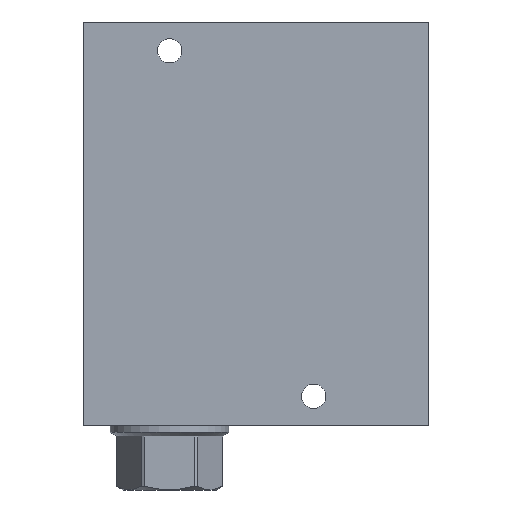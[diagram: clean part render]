
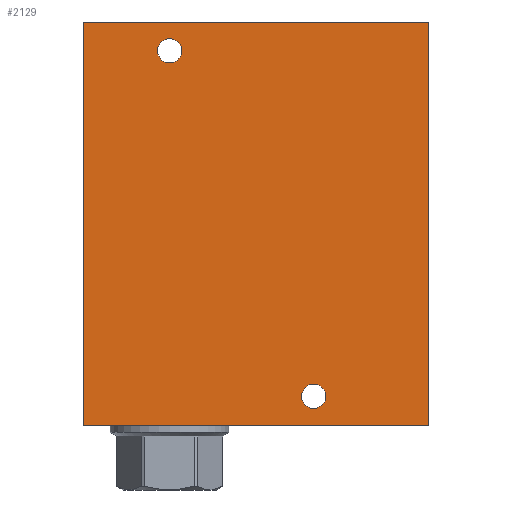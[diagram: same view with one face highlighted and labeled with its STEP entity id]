
A CAD part, front view. The second image highlights one B-rep face of the part: STEP entity #2129.
In plain terms, the highlighted planar face has unit normal (0, -1, 0).
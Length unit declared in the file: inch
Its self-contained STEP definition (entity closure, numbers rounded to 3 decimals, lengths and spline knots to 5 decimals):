
#5=DIRECTION('',(1.,0.,0.));
#6=VECTOR('',#5,6.);
#7=CARTESIAN_POINT('',(0.,-3.,0.));
#8=LINE('',#7,#6);
#75=DIRECTION('',(0.,0.,1.));
#76=VECTOR('',#75,7.);
#77=CARTESIAN_POINT('',(6.,-3.,0.));
#78=LINE('',#77,#76);
#99=DIRECTION('',(0.,0.,1.));
#100=VECTOR('',#99,7.);
#101=CARTESIAN_POINT('',(0.,-3.,0.));
#102=LINE('',#101,#100);
#103=CARTESIAN_POINT('',(1.5,-3.,6.5));
#104=DIRECTION('',(0.,-1.,0.));
#105=DIRECTION('',(-1.,0.,0.));
#106=AXIS2_PLACEMENT_3D('',#103,#104,#105);
#108=CARTESIAN_POINT('',(1.5,-3.,6.5));
#109=DIRECTION('',(0.,-1.,0.));
#110=DIRECTION('',(1.,0.,0.));
#111=AXIS2_PLACEMENT_3D('',#108,#109,#110);
#113=CARTESIAN_POINT('',(4.,-3.,0.5));
#114=DIRECTION('',(0.,-1.,0.));
#115=DIRECTION('',(-1.,0.,0.));
#116=AXIS2_PLACEMENT_3D('',#113,#114,#115);
#118=CARTESIAN_POINT('',(4.,-3.,0.5));
#119=DIRECTION('',(0.,-1.,0.));
#120=DIRECTION('',(1.,0.,0.));
#121=AXIS2_PLACEMENT_3D('',#118,#119,#120);
#135=DIRECTION('',(1.,0.,0.));
#136=VECTOR('',#135,6.);
#137=CARTESIAN_POINT('',(0.,-3.,7.));
#138=LINE('',#137,#136);
#1735=CARTESIAN_POINT('',(0.,-3.,0.));
#1737=VERTEX_POINT('',#1735);
#1738=CARTESIAN_POINT('',(6.,-3.,0.));
#1739=VERTEX_POINT('',#1738);
#1743=CARTESIAN_POINT('',(0.,-3.,7.));
#1745=VERTEX_POINT('',#1743);
#1746=CARTESIAN_POINT('',(6.,-3.,7.));
#1747=VERTEX_POINT('',#1746);
#1897=CARTESIAN_POINT('',(1.289,-3.,6.5));
#1898=CARTESIAN_POINT('',(1.711,-3.,6.5));
#1899=VERTEX_POINT('',#1897);
#1900=VERTEX_POINT('',#1898);
#1905=CARTESIAN_POINT('',(3.789,-3.,0.5));
#1906=CARTESIAN_POINT('',(4.211,-3.,0.5));
#1907=VERTEX_POINT('',#1905);
#1908=VERTEX_POINT('',#1906);
#2105=CARTESIAN_POINT('',(0.,-3.,0.));
#2106=DIRECTION('',(0.,-1.,0.));
#2107=DIRECTION('',(1.,0.,0.));
#2108=AXIS2_PLACEMENT_3D('',#2105,#2106,#2107);
#2109=PLANE('',#2108);
#2110=ORIENTED_EDGE('',*,*,#2011,.F.);
#2111=ORIENTED_EDGE('',*,*,#2036,.T.);
#2113=ORIENTED_EDGE('',*,*,#2112,.T.);
#2114=ORIENTED_EDGE('',*,*,#2085,.F.);
#2115=EDGE_LOOP('',(#2110,#2111,#2113,#2114));
#2116=FACE_OUTER_BOUND('',#2115,.F.);
#2118=ORIENTED_EDGE('',*,*,#2117,.T.);
#2120=ORIENTED_EDGE('',*,*,#2119,.T.);
#2121=EDGE_LOOP('',(#2118,#2120));
#2122=FACE_BOUND('',#2121,.F.);
#2124=ORIENTED_EDGE('',*,*,#2123,.T.);
#2126=ORIENTED_EDGE('',*,*,#2125,.T.);
#2127=EDGE_LOOP('',(#2124,#2126));
#2128=FACE_BOUND('',#2127,.F.);
#2129=ADVANCED_FACE('',(#2116,#2122,#2128),#2109,.T.);
#107=CIRCLE('',#106,0.211);
#112=CIRCLE('',#111,0.211);
#117=CIRCLE('',#116,0.211);
#122=CIRCLE('',#121,0.211);
#2011=EDGE_CURVE('',#1737,#1739,#8,.T.);
#2036=EDGE_CURVE('',#1737,#1745,#102,.T.);
#2085=EDGE_CURVE('',#1739,#1747,#78,.T.);
#2112=EDGE_CURVE('',#1745,#1747,#138,.T.);
#2117=EDGE_CURVE('',#1899,#1900,#107,.T.);
#2119=EDGE_CURVE('',#1900,#1899,#112,.T.);
#2123=EDGE_CURVE('',#1907,#1908,#117,.T.);
#2125=EDGE_CURVE('',#1908,#1907,#122,.T.);
